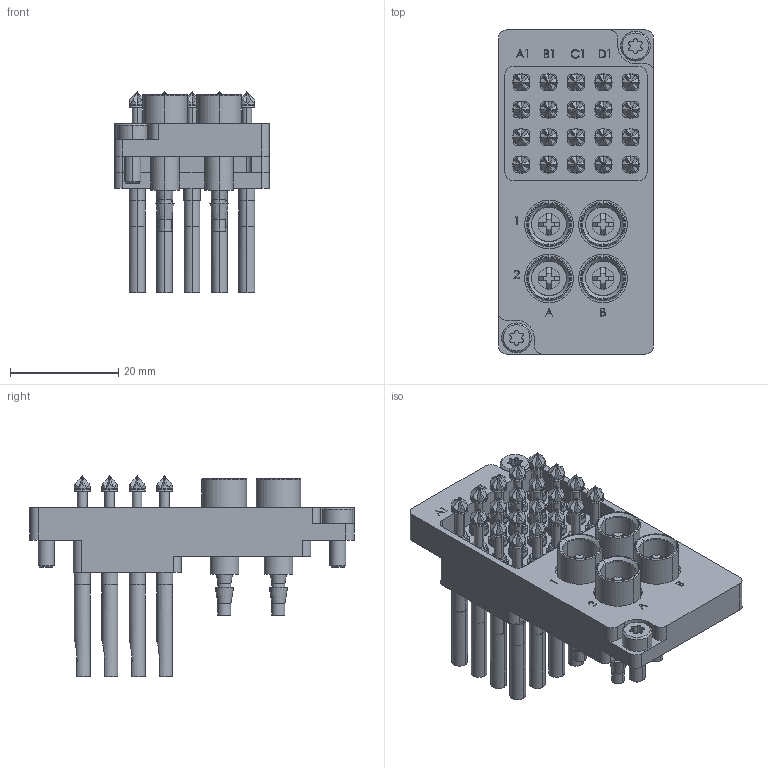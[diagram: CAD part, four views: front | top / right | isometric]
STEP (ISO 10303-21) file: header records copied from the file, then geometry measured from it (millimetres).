
FILE_DESCRIPTION (( 'STEP AP214' ), '1' );
FILE_NAME ('INGUN_50582.STEP', '2023-01-17T13:59:54', ( '' ), ( '' ), 'SwSTEP 2.0', 'SolidWorks 2021', '' );
FILE_SCHEMA (( 'AUTOMOTIVE_DESIGN' ));
Length unit declared in the file: millimetre
Products named in the file (9): INFO_4613~0_SBP-T_Kontaktierung-Seite-2<S>; HSS-120-0090__ADA~hss_S; DIN912~n_M03,0x008; INGUN_50582; 50584~3; 50584~3_S; 37819~0_S; KS-113-Master__ADA~ks_KS-113 30 M2-R; 45209~0_S
Assembly tree (53 placements, depth 3):
  INGUN_50582
    50584~3_S
      50584~3
      INFO_4613~0_SBP-T_Kontaktierung-Seite-2<S>
    37819~0_S  x4
    45209~0_S  x4
    KS-113-Master__ADA~ks_KS-113 30 M2-R  x20
    HSS-120-0090__ADA~hss_S  x20
    DIN912~n_M03,0x008  x2
Bounding box: 28.7 x 60 x 37.3 mm (x, y, z)
Volume: 17091.3 mm3; surface area: 21959.8 mm2
Topology: 107 solids, 107 shells, 7455 faces, 17756 edges, 10680 vertices
Faces by surface type: plane 5253, cylinder 1530, bspline 280, cone 236, torus 156
Entity records: 26186 total; most frequent: CARTESIAN_POINT 6822, DIRECTION 3883, ORIENTED_EDGE 3762, EDGE_CURVE 1881, AXIS2_PLACEMENT_3D 1389, VERTEX_POINT 1192, LINE 1105, VECTOR 1105
